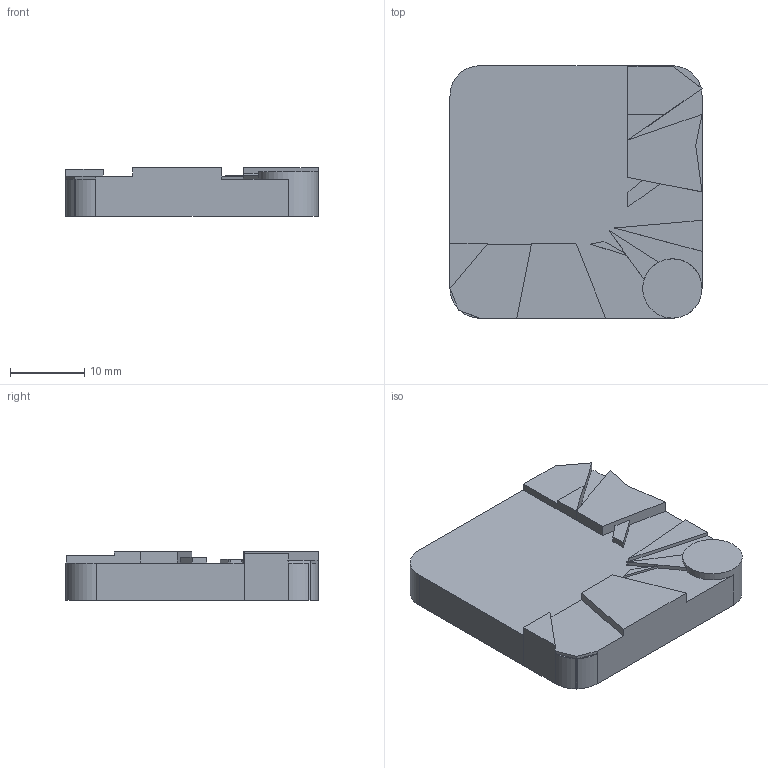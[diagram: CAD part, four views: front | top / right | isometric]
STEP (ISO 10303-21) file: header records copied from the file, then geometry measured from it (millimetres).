
FILE_DESCRIPTION(/* description */ (''),/* implementation_level */ '2;1');
FILE_NAME(/* name */ 'asylum v2.step',/* time_stamp */ '2025-01-03T20:52:42+01:00',/* author */ (''),/* organization */ (''),/* preprocessor_version */ 'ST-DEVELOPER v20',/* originating_system */ 'Autodesk Translation Framework v13.20.0.188',/* authorisation */ '');
FILE_SCHEMA (('AUTOMOTIVE_DESIGN { 1 0 10303 214 3 1 1 }'));
Length unit declared in the file: millimetre
Products named in the file (1): hackpad
Bounding box: 34 x 34.04 x 6.5 mm (x, y, z)
Volume: 4800.7 mm3; surface area: 4759.7 mm2
Topology: 2 solids, 3 shells, 68 faces, 173 edges, 110 vertices
Faces by surface type: plane 62, cylinder 6
Full cylindrical faces by diameter (mm): 8 x1
Entity records: 2037 total; most frequent: CARTESIAN_POINT 352, ORIENTED_EDGE 346, DIRECTION 327, EDGE_CURVE 173, LINE 157, VECTOR 157, VERTEX_POINT 110, AXIS2_PLACEMENT_3D 85
